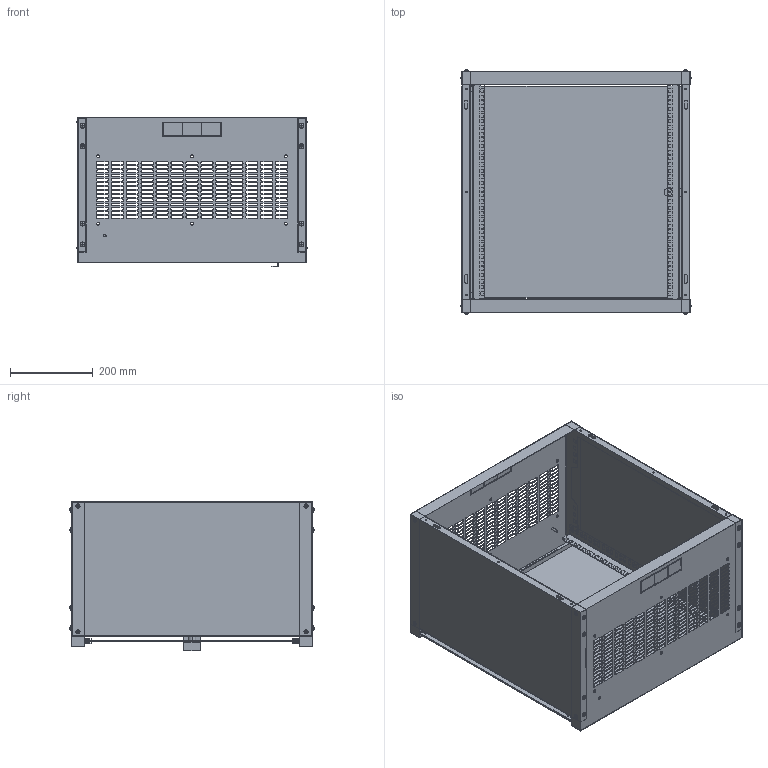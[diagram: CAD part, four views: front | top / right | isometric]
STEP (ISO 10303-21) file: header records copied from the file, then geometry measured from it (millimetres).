
FILE_DESCRIPTION (( 'STEP AP214' ), '1' );
FILE_NAME ('ITK_LINEA_WE_550x350x12U_Stekl.STEP', '2018-11-28T06:54:34', ( '' ), ( '' ), 'SwSTEP 2.0', 'SolidWorks 2014', '' );
FILE_SCHEMA (( 'AUTOMOTIVE_DESIGN' ));
Length unit declared in the file: millimetre
Products named in the file (14): Vint_rezb_Œ4å6; Bokovina_550x350_12U; Steklo_12U; Osnovanie_550x350; Bokovina_12U; Dver_stekl_12U; Petlya_stekl_01; Vint_petli; Ruchka; Petlya_stekl_00; Vint_01; Ugolok_12U; Gayka; ITK_LINEA_WE_550x350x12U_Stekl
Assembly tree (46 placements, depth 3):
  ITK_LINEA_WE_550x350x12U_Stekl
    Osnovanie_550x350  x2
    Bokovina_550x350_12U  x2
      Bokovina_12U
      Gayka
    Ugolok_12U  x2
    Vint_01  x20
    Vint_rezb_Œ4å6  x8
    Dver_stekl_12U
      Steklo_12U
      Ruchka
      Petlya_stekl_00
      Vint_petli  x4
      Petlya_stekl_01
Bounding box: 554.72 x 588.86 x 359.5 mm (x, y, z)
Volume: 2156894.1 mm3; surface area: 2634434.8 mm2
Topology: 46 solids, 46 shells, 4613 faces, 12990 edges, 8502 vertices
Faces by surface type: plane 2949, cylinder 1486, bspline 96, sphere 56, torus 16, cone 10
Entity records: 63572 total; most frequent: CARTESIAN_POINT 11300, ORIENTED_EDGE 10680, DIRECTION 10482, EDGE_CURVE 5340, VECTOR 3926, LINE 3926, VERTEX_POINT 3512, AXIS2_PLACEMENT_3D 3278
